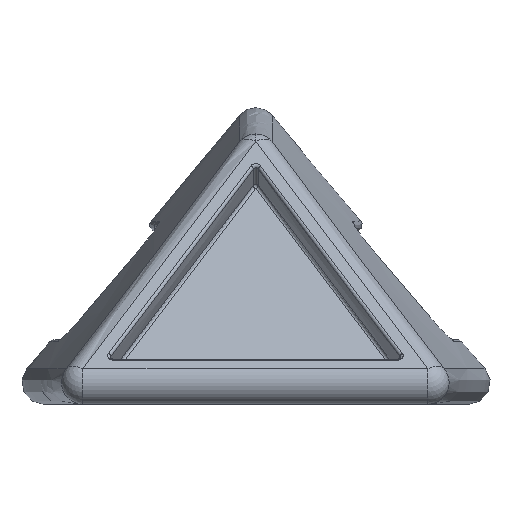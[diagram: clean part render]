
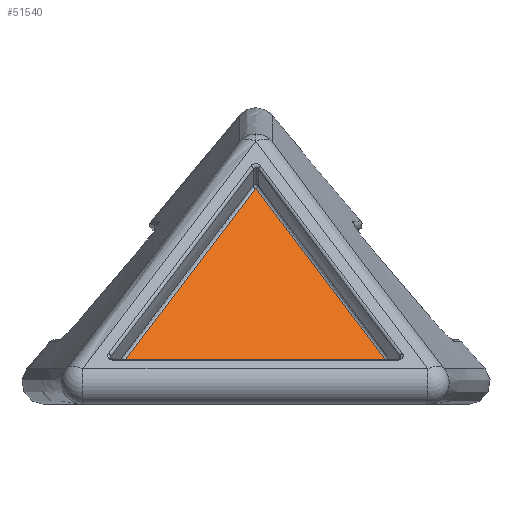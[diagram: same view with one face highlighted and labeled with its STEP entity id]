
A CAD part, front view. The second image highlights one B-rep face of the part: STEP entity #51540.
In plain terms, the highlighted planar face has unit normal (0, -0.766, 0.643).
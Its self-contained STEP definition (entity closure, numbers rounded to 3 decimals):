
#51507=CARTESIAN_POINT('',(-0.491,-137.819,-48.573));
#51508=DIRECTION('',(0.,-0.766,0.643));
#51509=DIRECTION('',(0.,-0.643,-0.766));
#51510=AXIS2_PLACEMENT_3D('',#51507,#51508,#51509);
#51511=PLANE('',#51510);
#51512=CARTESIAN_POINT('',(-0.039,-68.885,33.579));
#51513=VERTEX_POINT('',#51512);
#51514=CARTESIAN_POINT('',(-49.643,-123.623,-31.656));
#51515=VERTEX_POINT('',#51514);
#51516=CARTESIAN_POINT('',(-0.039,-68.885,33.579));
#51517=CARTESIAN_POINT('',(-16.266,-87.245,11.698));
#51518=CARTESIAN_POINT('',(-32.827,-105.483,-10.037));
#51519=CARTESIAN_POINT('',(-49.643,-123.623,-31.656));
#51520=B_SPLINE_CURVE_WITH_KNOTS('',3,(#51516,#51517,#51518,#51519),.UNSPECIFIED.,.F.,.F.,(4,4),(0.017,0.115),.UNSPECIFIED.);
#51521=EDGE_CURVE('',#51513,#51515,#51520,.T.);
#51522=ORIENTED_EDGE('',*,*,#51521,.T.);
#51523=CARTESIAN_POINT('',(49.256,-123.623,-31.656));
#51524=VERTEX_POINT('',#51523);
#51525=CARTESIAN_POINT('',(-49.643,-123.623,-31.656));
#51526=DIRECTION('',(1.,0.,-0.));
#51527=VECTOR('',#51526,98.898);
#51528=LINE('',#51525,#51527);
#51529=EDGE_CURVE('',#51515,#51524,#51528,.T.);
#51530=ORIENTED_EDGE('',*,*,#51529,.T.);
#51531=CARTESIAN_POINT('',(49.256,-123.623,-31.656));
#51532=CARTESIAN_POINT('',(32.557,-105.478,-10.03));
#51533=CARTESIAN_POINT('',(16.102,-87.238,11.706));
#51534=CARTESIAN_POINT('',(-0.039,-68.885,33.579));
#51535=B_SPLINE_CURVE_WITH_KNOTS('',3,(#51531,#51532,#51533,#51534),.UNSPECIFIED.,.F.,.F.,(4,4),(0.,0.098),.UNSPECIFIED.);
#51536=EDGE_CURVE('',#51524,#51513,#51535,.T.);
#51537=ORIENTED_EDGE('',*,*,#51536,.T.);
#51538=EDGE_LOOP('',(#51522,#51530,#51537));
#51539=FACE_BOUND('',#51538,.T.);
#51540=ADVANCED_FACE('',(#51539),#51511,.T.);
